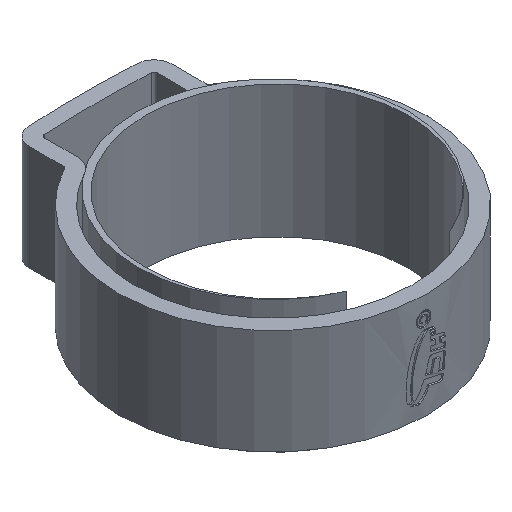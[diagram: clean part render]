
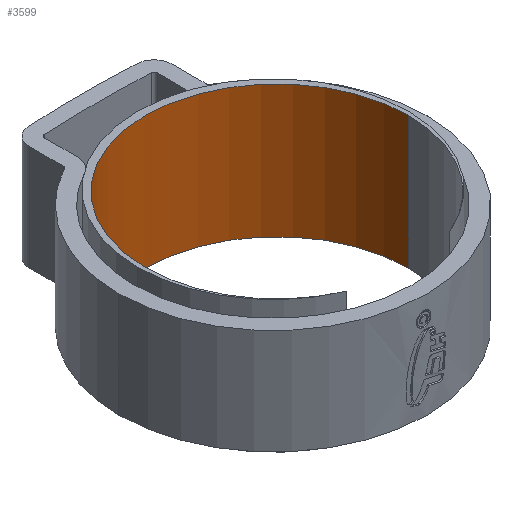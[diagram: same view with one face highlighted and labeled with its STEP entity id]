
A CAD part, isometric view. The second image highlights one B-rep face of the part: STEP entity #3599.
In plain terms, the highlighted cylindrical face has radius 8.76 mm (diameter 17.52 mm), a partial arc.
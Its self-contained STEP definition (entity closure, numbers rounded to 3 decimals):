
#284 = DIRECTION ( 'NONE',  ( 0., 0., -1. ) ) ;
#583 = VERTEX_POINT ( 'NONE', #5042 ) ;
#614 = DIRECTION ( 'NONE',  ( 0., 0., -1. ) ) ;
#658 = CARTESIAN_POINT ( 'NONE',  ( 0., -0.26, -4.4 ) ) ;
#900 = AXIS2_PLACEMENT_3D ( 'NONE', #4665, #3064, #4282 ) ;
#937 = CARTESIAN_POINT ( 'NONE',  ( -8.76, -0.26, 4.4 ) ) ;
#1003 = CIRCLE ( 'NONE', #4005, 8.76 ) ;
#1608 = ORIENTED_EDGE ( 'NONE', *, *, #3657, .F. ) ;
#1673 = ORIENTED_EDGE ( 'NONE', *, *, #3773, .T. ) ;
#1717 = CARTESIAN_POINT ( 'NONE',  ( 8.76, -0.26, 4.4 ) ) ;
#1985 = DIRECTION ( 'NONE',  ( 1., 0., 0. ) ) ;
#2151 = VECTOR ( 'NONE', #4721, 1000. ) ;
#2293 = VERTEX_POINT ( 'NONE', #4267 ) ;
#2336 = EDGE_LOOP ( 'NONE', ( #1608, #4059, #1673, #5024 ) ) ;
#2351 = LINE ( 'NONE', #4806, #3557 ) ;
#2381 = VERTEX_POINT ( 'NONE', #937 ) ;
#2807 = DIRECTION ( 'NONE',  ( 0., 0., -1. ) ) ;
#2845 = CARTESIAN_POINT ( 'NONE',  ( 8.76, -0.26, -4.4 ) ) ;
#2991 = LINE ( 'NONE', #1717, #2151 ) ;
#3064 = DIRECTION ( 'NONE',  ( 0., 0., -1. ) ) ;
#3303 = AXIS2_PLACEMENT_3D ( 'NONE', #658, #2807, #5058 ) ;
#3410 = FACE_OUTER_BOUND ( 'NONE', #2336, .T. ) ;
#3557 = VECTOR ( 'NONE', #614, 1000. ) ;
#3599 = ADVANCED_FACE ( 'NONE', ( #3410 ), #5081, .F. ) ;
#3657 = EDGE_CURVE ( 'NONE', #583, #5131, #2991, .T. ) ;
#3773 = EDGE_CURVE ( 'NONE', #2381, #2293, #2351, .T. ) ;
#4005 = AXIS2_PLACEMENT_3D ( 'NONE', #4079, #284, #1985 ) ;
#4059 = ORIENTED_EDGE ( 'NONE', *, *, #5302, .F. ) ;
#4079 = CARTESIAN_POINT ( 'NONE',  ( 0., -0.26, 4.4 ) ) ;
#4267 = CARTESIAN_POINT ( 'NONE',  ( -8.76, -0.26, -4.4 ) ) ;
#4282 = DIRECTION ( 'NONE',  ( -1., 0., 0. ) ) ;
#4369 = EDGE_CURVE ( 'NONE', #2293, #5131, #5221, .T. ) ;
#4665 = CARTESIAN_POINT ( 'NONE',  ( 0., -0.26, 4.4 ) ) ;
#4721 = DIRECTION ( 'NONE',  ( 0., 0., -1. ) ) ;
#4806 = CARTESIAN_POINT ( 'NONE',  ( -8.76, -0.26, 4.4 ) ) ;
#5024 = ORIENTED_EDGE ( 'NONE', *, *, #4369, .T. ) ;
#5042 = CARTESIAN_POINT ( 'NONE',  ( 8.76, -0.26, 4.4 ) ) ;
#5058 = DIRECTION ( 'NONE',  ( 1., 0., 0. ) ) ;
#5081 = CYLINDRICAL_SURFACE ( 'NONE', #900, 8.76 ) ;
#5131 = VERTEX_POINT ( 'NONE', #2845 ) ;
#5221 = CIRCLE ( 'NONE', #3303, 8.76 ) ;
#5302 = EDGE_CURVE ( 'NONE', #2381, #583, #1003, .T. ) ;
